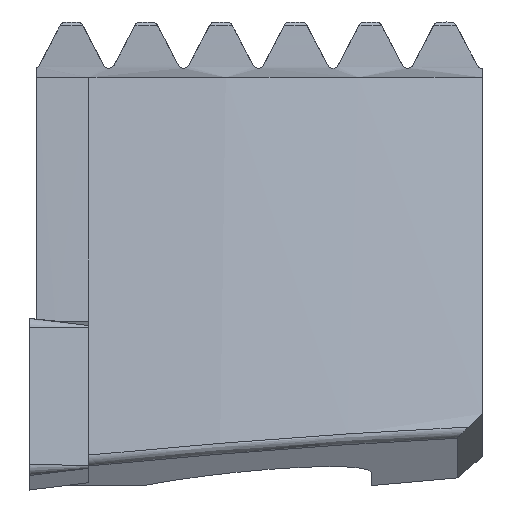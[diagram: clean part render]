
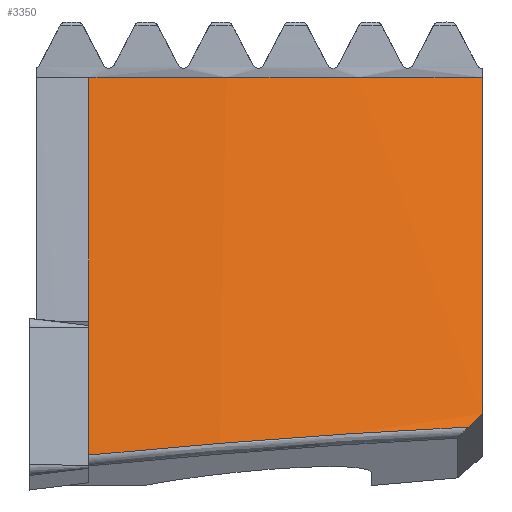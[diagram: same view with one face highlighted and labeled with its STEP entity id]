
A CAD part, left-side view. The second image highlights one B-rep face of the part: STEP entity #3350.
In plain terms, the highlighted free-form (B-spline) face has degree [1, 3] with [2, 4] control points.
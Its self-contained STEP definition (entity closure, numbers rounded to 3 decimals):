
#1370=VERTEX_POINT('NONE',#3868);
#1486=EDGE_CURVE('NONE',#2250,#3526,#3995,.T.);
#2094=EDGE_CURVE('NONE',#2748,#3526,#4666,.F.);
#2250=VERTEX_POINT('NONE',#4833);
#2278=EDGE_CURVE('NONE',#2454,#2446,#4865,.T.);
#2318=EDGE_CURVE('NONE',#2454,#1370,#4908,.T.);
#2446=VERTEX_POINT('NONE',#5047);
#2454=VERTEX_POINT('NONE',#5055);
#2748=VERTEX_POINT('NONE',#5373);
#3338=EDGE_CURVE('NONE',#2250,#1370,#6016,.T.);
#3350=ADVANCED_FACE('NONE',(#6029),#6030,.T.);
#3476=EDGE_CURVE('NONE',#2748,#2446,#6168,.T.);
#3526=VERTEX_POINT('NONE',#6226);
#3868=CARTESIAN_POINT('',(13.967,-36.36,33.149));
#3995=B_SPLINE_CURVE_WITH_KNOTS('',3,(#6888,#6889,#6890,#6891),.UNSPECIFIED.,.F.,.F.,(4,4),(0.001,0.003),.UNSPECIFIED.);
#4666=B_SPLINE_CURVE_WITH_KNOTS('',3,(#7971,#7972,#7973,#7974,#7975,#7976,#7977,#7978,#7979,#7980),.UNSPECIFIED.,.F.,.F.,(4,3,3,4),(0.0,0.2,0.762,1.0),.UNSPECIFIED.);
#4833=CARTESIAN_POINT('',(10.683,-36.36,6.121));
#4865=B_SPLINE_CURVE_WITH_KNOTS('',1,(#8272,#8273),.UNSPECIFIED.,.F.,.F.,(2,2),(0.0,0.642),.UNSPECIFIED.);
#4908=(B_SPLINE_CURVE(3,(#8358,#8359,#8360,#8361),.UNSPECIFIED.,.F.,.F.)B_SPLINE_CURVE_WITH_KNOTS((4,4),(0.0,0.994),.UNSPECIFIED.)RATIONAL_B_SPLINE_CURVE((1.,0.981,0.981,1.))BOUNDED_CURVE()REPRESENTATION_ITEM('')GEOMETRIC_REPRESENTATION_ITEM()CURVE());
#5047=CARTESIAN_POINT('',(2.08,-4.76,13.563));
#5055=CARTESIAN_POINT('',(4.138,-4.76,33.149));
#5373=CARTESIAN_POINT('',(0.95,-4.76,2.809));
#6016=B_SPLINE_CURVE_WITH_KNOTS('',3,(#10226,#10227,#10228,#10229,#10230,#10231,#10232,#10233,#10234,#10235,#10236,#10237,#10238,#10239,#10240,#10241,#10242,#10243,#10244,#10245,#10246,#10247),.UNSPECIFIED.,.F.,.F.,(4,3,3,3,3,3,3,4),(0.004,0.004,0.008,0.012,0.015,0.019,0.023,0.031),.UNSPECIFIED.);
#6029=FACE_OUTER_BOUND('',#10265,.T.);
#6030=(B_SPLINE_SURFACE(1,3,((#10267,#10268,#10269,#10270),(#10271,#10272,#10273,#10274)),.UNSPECIFIED.,.F.,.F.,.F.)B_SPLINE_SURFACE_WITH_KNOTS((2,2),(4,4),(0.0,0.994),(0.0,0.994),.UNSPECIFIED.)RATIONAL_B_SPLINE_SURFACE(((1.,0.981,0.981,1.),(1.0,0.981,0.981,1.)))BOUNDED_SURFACE()REPRESENTATION_ITEM('')GEOMETRIC_REPRESENTATION_ITEM()SURFACE());
#6168=LINE('',#10496,#10497);
#6226=CARTESIAN_POINT('',(9.925,-35.225,5.06));
#6888=CARTESIAN_POINT('',(10.683,-36.36,6.121));
#6889=CARTESIAN_POINT('',(10.427,-35.983,5.769));
#6890=CARTESIAN_POINT('',(10.174,-35.605,5.415));
#6891=CARTESIAN_POINT('',(9.925,-35.225,5.06));
#7971=CARTESIAN_POINT('',(9.925,-35.225,5.06));
#7972=CARTESIAN_POINT('',(8.895,-33.353,4.971));
#7973=CARTESIAN_POINT('',(7.947,-31.435,4.869));
#7974=CARTESIAN_POINT('',(7.083,-29.481,4.755));
#7975=CARTESIAN_POINT('',(4.655,-23.987,4.433));
#7976=CARTESIAN_POINT('',(2.902,-18.201,4.011));
#7977=CARTESIAN_POINT('',(1.871,-12.297,3.501));
#7978=CARTESIAN_POINT('',(1.435,-9.802,3.285));
#7979=CARTESIAN_POINT('',(1.127,-7.284,3.054));
#7980=CARTESIAN_POINT('',(0.95,-4.76,2.809));
#8272=CARTESIAN_POINT('',(4.138,-4.76,33.149));
#8273=CARTESIAN_POINT('',(2.08,-4.76,13.563));
#8358=CARTESIAN_POINT('',(4.138,-4.76,33.149));
#8359=CARTESIAN_POINT('',(4.845,-15.981,33.149));
#8360=CARTESIAN_POINT('',(8.184,-26.717,33.149));
#8361=CARTESIAN_POINT('',(13.967,-36.36,33.149));
#10226=CARTESIAN_POINT('',(10.683,-36.36,6.121));
#10227=CARTESIAN_POINT('',(10.696,-36.36,6.228));
#10228=CARTESIAN_POINT('',(10.709,-36.36,6.335));
#10229=CARTESIAN_POINT('',(10.722,-36.36,6.442));
#10230=CARTESIAN_POINT('',(10.876,-36.36,7.714));
#10231=CARTESIAN_POINT('',(11.029,-36.36,8.986));
#10232=CARTESIAN_POINT('',(11.183,-36.36,10.258));
#10233=CARTESIAN_POINT('',(11.337,-36.36,11.53));
#10234=CARTESIAN_POINT('',(11.491,-36.36,12.802));
#10235=CARTESIAN_POINT('',(11.645,-36.36,14.073));
#10236=CARTESIAN_POINT('',(11.799,-36.36,15.345));
#10237=CARTESIAN_POINT('',(11.953,-36.36,16.617));
#10238=CARTESIAN_POINT('',(12.108,-36.36,17.889));
#10239=CARTESIAN_POINT('',(12.262,-36.36,19.161));
#10240=CARTESIAN_POINT('',(12.416,-36.36,20.432));
#10241=CARTESIAN_POINT('',(12.571,-36.36,21.704));
#10242=CARTESIAN_POINT('',(12.726,-36.36,22.976));
#10243=CARTESIAN_POINT('',(12.88,-36.36,24.247));
#10244=CARTESIAN_POINT('',(13.035,-36.36,25.519));
#10245=CARTESIAN_POINT('',(13.345,-36.36,28.063));
#10246=CARTESIAN_POINT('',(13.656,-36.36,30.606));
#10247=CARTESIAN_POINT('',(13.967,-36.36,33.149));
#10265=EDGE_LOOP('',(#14318,#14319,#14320,#14321,#14322,#14323));
#10267=CARTESIAN_POINT('',(4.138,-4.76,33.149));
#10268=CARTESIAN_POINT('',(4.845,-15.981,33.149));
#10269=CARTESIAN_POINT('',(8.184,-26.717,33.149));
#10270=CARTESIAN_POINT('',(13.967,-36.36,33.149));
#10271=CARTESIAN_POINT('',(0.95,-4.76,2.809));
#10272=CARTESIAN_POINT('',(1.656,-16.493,2.809));
#10273=CARTESIAN_POINT('',(5.116,-27.727,2.809));
#10274=CARTESIAN_POINT('',(11.134,-37.825,2.809));
#10496=CARTESIAN_POINT('',(4.138,-4.76,33.149));
#10497=VECTOR('',#14470,1000.0);
#14318=ORIENTED_EDGE('',*,*,#2318,.F.);
#14319=ORIENTED_EDGE('',*,*,#2278,.T.);
#14320=ORIENTED_EDGE('',*,*,#3476,.F.);
#14321=ORIENTED_EDGE('',*,*,#2094,.T.);
#14322=ORIENTED_EDGE('',*,*,#1486,.F.);
#14323=ORIENTED_EDGE('',*,*,#3338,.T.);
#14470=DIRECTION('',(0.105,0.,0.995));
